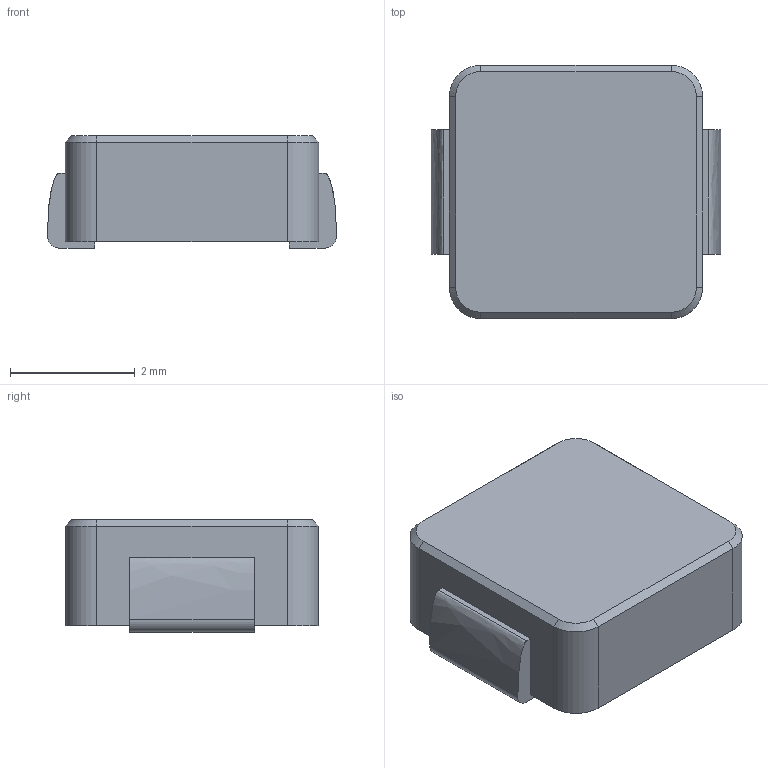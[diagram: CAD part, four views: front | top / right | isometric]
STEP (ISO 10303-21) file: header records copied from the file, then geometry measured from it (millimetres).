
FILE_DESCRIPTION (( 'STEP AP214' ), '1' );
FILE_NAME ('WE_Inductor_4020.STEP', '2020-09-25T09:45:49', ( '' ), ( '' ), 'SwSTEP 2.0', 'SolidWorks 2020', '' );
FILE_SCHEMA (( 'AUTOMOTIVE_DESIGN' ));
Length unit declared in the file: millimetre
Products named in the file (1): WE_Inductor_4020
Bounding box: 4.64 x 4.06 x 1.8 mm (x, y, z)
Volume: 29 mm3; surface area: 61.3 mm2
Topology: 1 solids, 1 shells, 32 faces, 82 edges, 52 vertices
Faces by surface type: plane 20, cylinder 6, cone 4, bspline 2
Entity records: 1248 total; most frequent: CARTESIAN_POINT 293, ORIENTED_EDGE 164, DIRECTION 152, EDGE_CURVE 82, VECTOR 58, LINE 58, VERTEX_POINT 52, AXIS2_PLACEMENT_3D 47
